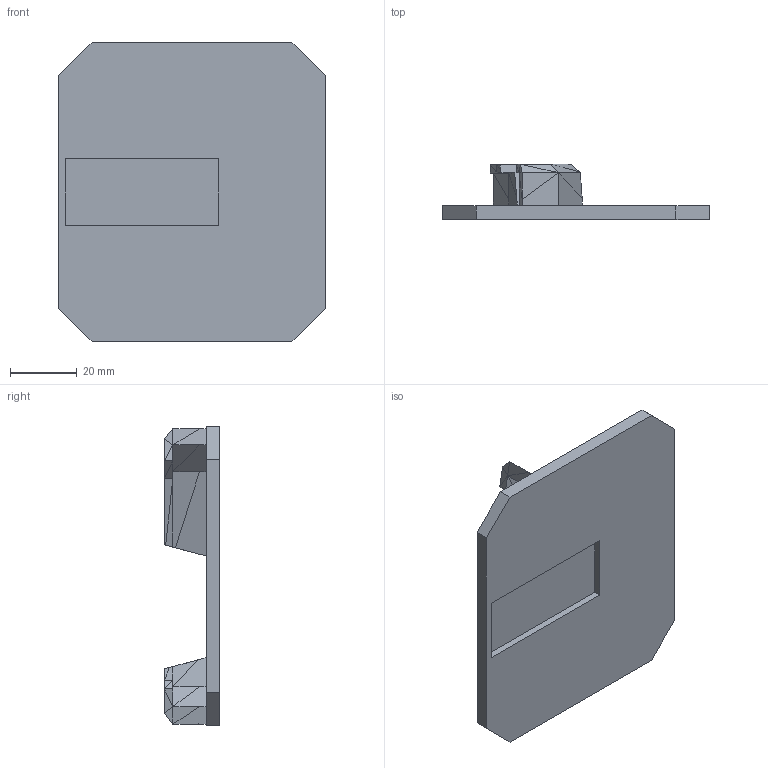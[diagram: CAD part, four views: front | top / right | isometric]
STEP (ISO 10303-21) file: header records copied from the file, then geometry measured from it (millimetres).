
FILE_DESCRIPTION (( 'STEP AP214' ), '1' );
FILE_NAME ('Mitutoyo-digital-caliper-holder.STEP', '2025-07-04T13:25:57', ( '' ), ( '' ), 'SwSTEP 2.0', 'SolidWorks 2025', '' );
FILE_SCHEMA (( 'AUTOMOTIVE_DESIGN' ));
Length unit declared in the file: millimetre
Products named in the file (1): Mitutoyo-digital-caliper-holder
Bounding box: 80 x 16.5 x 90 mm (x, y, z)
Volume: 29244.6 mm3; surface area: 17406.9 mm2
Topology: 1 solids, 1 shells, 75 faces, 154 edges, 84 vertices
Faces by surface type: plane 75
Entity records: 1883 total; most frequent: CARTESIAN_POINT 314, ORIENTED_EDGE 308, DIRECTION 306, LINE 154, VECTOR 154, EDGE_CURVE 154, VERTEX_POINT 84, EDGE_LOOP 78
